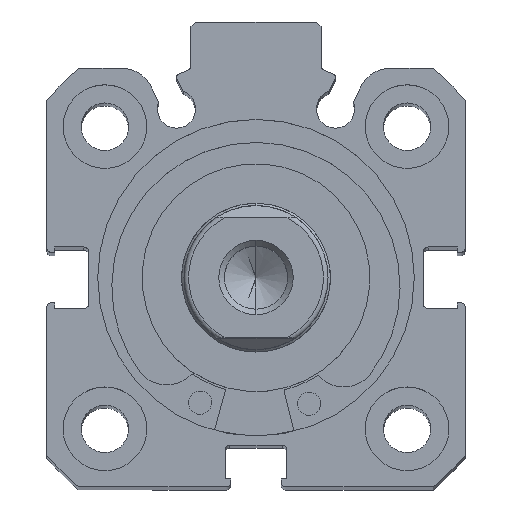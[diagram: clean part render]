
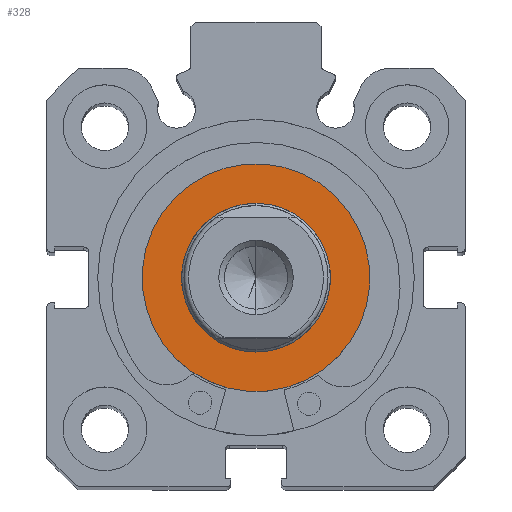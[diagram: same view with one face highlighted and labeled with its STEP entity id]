
A CAD part, top view. The second image highlights one B-rep face of the part: STEP entity #328.
In plain terms, the highlighted face is planar.
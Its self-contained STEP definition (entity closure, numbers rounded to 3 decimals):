
#328 = ADVANCED_FACE ( 'NONE', ( #6157, #6163 ), #1400, .F. ) ;
#667 = EDGE_LOOP ( 'NONE', ( #2232, #2231 ) ) ;
#816 = EDGE_LOOP ( 'NONE', ( #2230, #2229 ) ) ;
#900 = VERTEX_POINT ( 'NONE', #3604 ) ;
#1186 = DIRECTION ( 'NONE',  ( 1., 0., 0. ) ) ;
#1400 = PLANE ( 'NONE',  #3017 ) ;
#1406 = CARTESIAN_POINT ( 'NONE',  ( 0., 12.25, 0. ) ) ;
#1706 = DIRECTION ( 'NONE',  ( 0., 0., -1. ) ) ;
#1749 = VERTEX_POINT ( 'NONE', #3830 ) ;
#1797 = VERTEX_POINT ( 'NONE', #3844 ) ;
#1798 = VERTEX_POINT ( 'NONE', #3845 ) ;
#2229 = ORIENTED_EDGE ( 'NONE', *, *, #2740, .T. ) ;
#2230 = ORIENTED_EDGE ( 'NONE', *, *, #2765, .T. ) ;
#2231 = ORIENTED_EDGE ( 'NONE', *, *, #2758, .F. ) ;
#2232 = ORIENTED_EDGE ( 'NONE', *, *, #2738, .F. ) ;
#2738 = EDGE_CURVE ( 'NONE', #900, #1749, #4756, .T. ) ;
#2740 = EDGE_CURVE ( 'NONE', #1798, #1797, #4759, .T. ) ;
#2758 = EDGE_CURVE ( 'NONE', #1749, #900, #4784, .T. ) ;
#2765 = EDGE_CURVE ( 'NONE', #1797, #1798, #4794, .T. ) ;
#3017 = AXIS2_PLACEMENT_3D ( 'NONE', #1406, #1186, #1706 ) ;
#3301 = AXIS2_PLACEMENT_3D ( 'NONE', #4443, #4451, #4452 ) ;
#3305 = AXIS2_PLACEMENT_3D ( 'NONE', #4456, #4457, #4458 ) ;
#3310 = AXIS2_PLACEMENT_3D ( 'NONE', #4497, #4505, #4506 ) ;
#3320 = AXIS2_PLACEMENT_3D ( 'NONE', #4520, #4521, #4522 ) ;
#3604 = CARTESIAN_POINT ( 'NONE',  ( 0., 0., 8. ) ) ;
#3830 = CARTESIAN_POINT ( 'NONE',  ( 0., 0., -8. ) ) ;
#3844 = CARTESIAN_POINT ( 'NONE',  ( 0., 0., 12.25 ) ) ;
#3845 = CARTESIAN_POINT ( 'NONE',  ( 0., 0., -12.25 ) ) ;
#4443 = CARTESIAN_POINT ( 'NONE',  ( 0., 0., 0. ) ) ;
#4451 = DIRECTION ( 'NONE',  ( -1., 0., 0. ) ) ;
#4452 = DIRECTION ( 'NONE',  ( 0., 0., 1. ) ) ;
#4456 = CARTESIAN_POINT ( 'NONE',  ( 0., 0., 0. ) ) ;
#4457 = DIRECTION ( 'NONE',  ( -1., 0., 0. ) ) ;
#4458 = DIRECTION ( 'NONE',  ( 0., 0., 1. ) ) ;
#4497 = CARTESIAN_POINT ( 'NONE',  ( 0., 0., 0. ) ) ;
#4505 = DIRECTION ( 'NONE',  ( -1., 0., 0. ) ) ;
#4506 = DIRECTION ( 'NONE',  ( 0., 0., 1. ) ) ;
#4520 = CARTESIAN_POINT ( 'NONE',  ( 0., 0., 0. ) ) ;
#4521 = DIRECTION ( 'NONE',  ( -1., 0., 0. ) ) ;
#4522 = DIRECTION ( 'NONE',  ( 0., 0., 1. ) ) ;
#4756 = CIRCLE ( 'NONE', #3301, 8. ) ;
#4759 = CIRCLE ( 'NONE', #3305, 12.25 ) ;
#4784 = CIRCLE ( 'NONE', #3310, 8. ) ;
#4794 = CIRCLE ( 'NONE', #3320, 12.25 ) ;
#6157 = FACE_BOUND ( 'NONE', #667, .T. ) ;
#6163 = FACE_OUTER_BOUND ( 'NONE', #816, .T. ) ;
